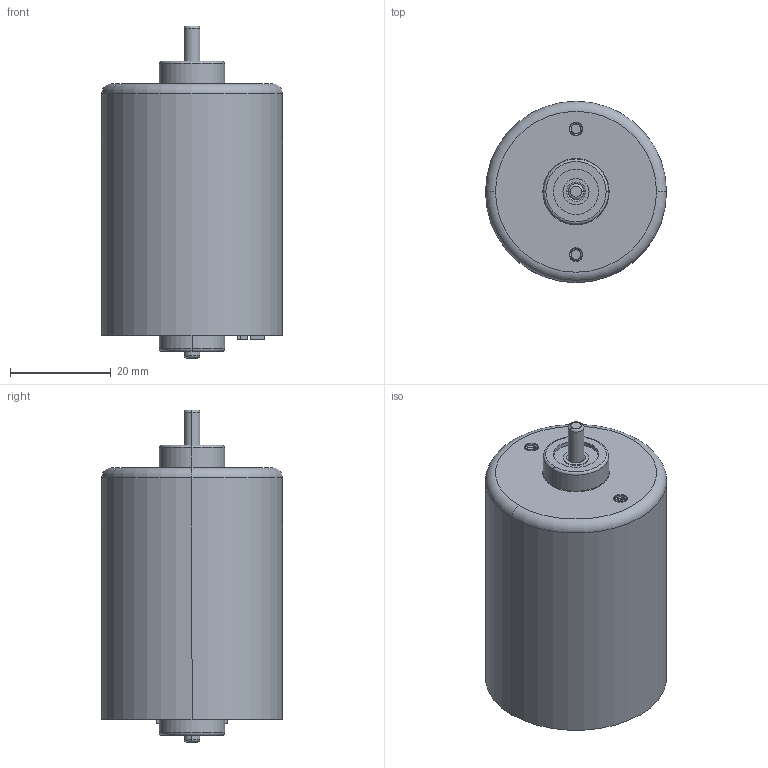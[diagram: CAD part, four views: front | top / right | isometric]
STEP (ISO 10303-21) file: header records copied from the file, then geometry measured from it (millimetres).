
FILE_DESCRIPTION (( 'STEP AP214' ), '1' );
FILE_NAME ('DM-BL3650.STEP', '2024-07-10T09:11:44', ( 'China' ), ( 'Home' ), 'SwSTEP 2.0', 'SolidWorks 2020', '' );
FILE_SCHEMA (( 'AUTOMOTIVE_DESIGN' ));
Length unit declared in the file: millimetre
Products named in the file (12): R212ZZ; 3650俋褲; 36肣遠; 3.175-66粣; PCB-2.0; 31詢隅赽; 綴盄殤; 31詢蛌赽; DM-BL3650; 34詢棠え; 36綴裔ㄗ源倛堤盄諳ㄘ; ヶ盄殤
Assembly tree (16 placements, depth 2):
  DM-BL3650
    31詢隅赽
    ヶ盄殤
    綴盄殤
    3650俋褲
    36綴裔ㄗ源倛堤盄諳ㄘ
    31詢蛌赽
    34詢棠え  x4
    R212ZZ  x2
    3.175-66粣
    36肣遠  x2
    PCB-2.0
Bounding box: 36 x 36 x 66 mm (x, y, z)
Volume: 27112.3 mm3; surface area: 44200.8 mm2
Topology: 21 solids, 21 shells, 1895 faces, 5058 edges, 3142 vertices
Faces by surface type: plane 694, cylinder 669, torus 256, bspline 222, sphere 32, cone 22
Entity records: 67927 total; most frequent: CARTESIAN_POINT 23428, ORIENTED_EDGE 9508, DIRECTION 8213, EDGE_CURVE 4754, VERTEX_POINT 3022, AXIS2_PLACEMENT_3D 3007, LINE 2199, VECTOR 2199
